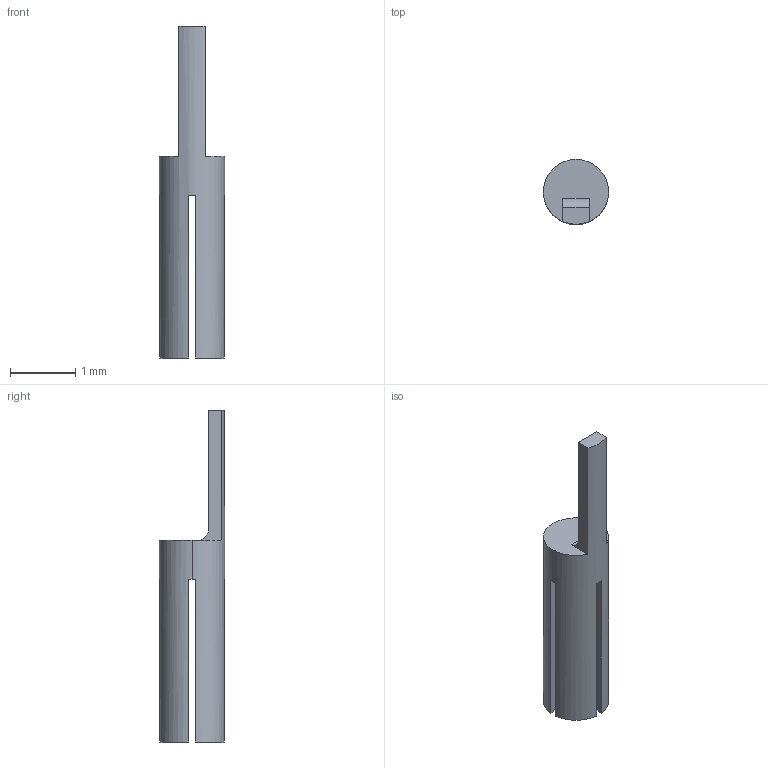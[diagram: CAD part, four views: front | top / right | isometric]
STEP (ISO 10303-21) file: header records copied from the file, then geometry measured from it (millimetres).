
FILE_DESCRIPTION (( 'STEP AP203' ), '1' );
FILE_NAME ('ﾃ-0,6-5,1-ﾌ.STEP', '2020-03-05T03:54:11', ( '' ), ( '' ), 'SwSTEP 2.0', 'SolidWorks 2017', '' );
FILE_SCHEMA (( 'CONFIG_CONTROL_DESIGN' ));
Length unit declared in the file: millimetre
Products named in the file (1): ﾃ-0,6-5,1-ﾌ
Bounding box: 1 x 1 x 5.1 mm (x, y, z)
Volume: 1.6 mm3; surface area: 20.6 mm2
Topology: 1 solids, 1 shells, 32 faces, 91 edges, 59 vertices
Faces by surface type: plane 21, cone 6, cylinder 5
Entity records: 1122 total; most frequent: CARTESIAN_POINT 205, DIRECTION 179, ORIENTED_EDGE 178, EDGE_CURVE 89, AXIS2_PLACEMENT_3D 65, VERTEX_POINT 59, VECTOR 49, LINE 49
